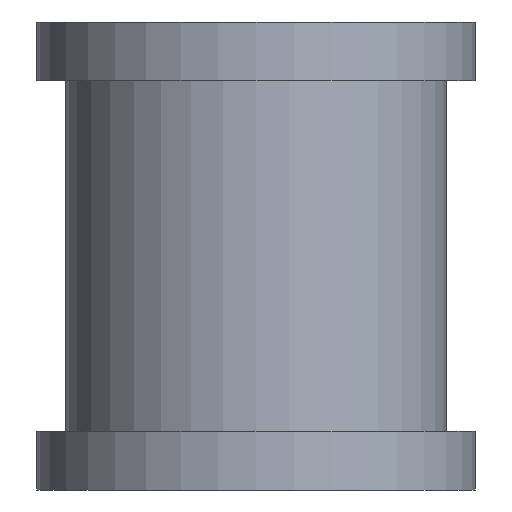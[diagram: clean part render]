
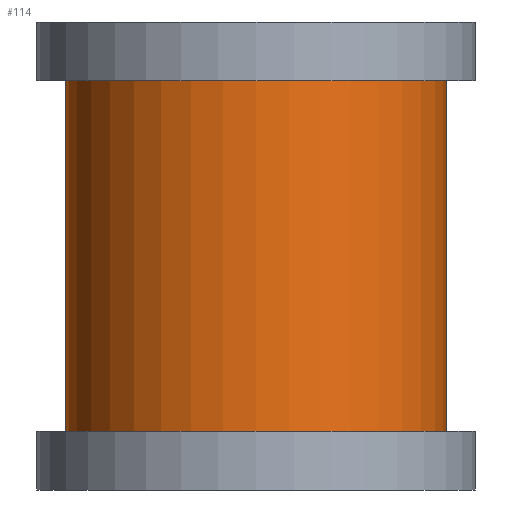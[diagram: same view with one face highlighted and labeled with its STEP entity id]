
A CAD part, front view. The second image highlights one B-rep face of the part: STEP entity #114.
In plain terms, the highlighted cylindrical face has radius 10.312 mm (diameter 20.625 mm), a full revolution.
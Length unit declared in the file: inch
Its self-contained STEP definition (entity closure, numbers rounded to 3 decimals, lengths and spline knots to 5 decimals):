
#18=LINE('',#219,#22);
#22=VECTOR('',#190,0.406);
#26=CYLINDRICAL_SURFACE('',#152,0.406);
#38=FACE_OUTER_BOUND('',#50,.T.);
#50=EDGE_LOOP('',(#99,#100,#101,#102));
#52=CIRCLE('',#139,0.406);
#56=CIRCLE('',#146,0.406);
#60=VERTEX_POINT('',#195);
#64=VERTEX_POINT('',#207);
#68=EDGE_CURVE('',#60,#60,#52,.T.);
#73=EDGE_CURVE('',#64,#64,#56,.T.);
#78=EDGE_CURVE('',#64,#60,#18,.T.);
#99=ORIENTED_EDGE('',*,*,#73,.F.);
#100=ORIENTED_EDGE('',*,*,#78,.T.);
#101=ORIENTED_EDGE('',*,*,#68,.F.);
#102=ORIENTED_EDGE('',*,*,#78,.F.);
#114=ADVANCED_FACE('',(#38),#26,.T.);
#139=AXIS2_PLACEMENT_3D('',#196,#159,#160);
#146=AXIS2_PLACEMENT_3D('',#208,#174,#175);
#152=AXIS2_PLACEMENT_3D('',#218,#188,#189);
#159=DIRECTION('center_axis',(0.,0.,-1.));
#160=DIRECTION('ref_axis',(1.,0.,0.));
#174=DIRECTION('center_axis',(0.,0.,1.));
#175=DIRECTION('ref_axis',(1.,0.,0.));
#188=DIRECTION('center_axis',(0.,0.,1.));
#189=DIRECTION('ref_axis',(1.,0.,0.));
#190=DIRECTION('',(0.,0.,-1.));
#195=CARTESIAN_POINT('',(-0.297,0.,-0.375));
#196=CARTESIAN_POINT('Origin',(0.109,0.,-0.375));
#207=CARTESIAN_POINT('',(-0.297,0.,0.375));
#208=CARTESIAN_POINT('Origin',(0.109,0.,0.375));
#218=CARTESIAN_POINT('Origin',(0.109,0.,0.));
#219=CARTESIAN_POINT('',(-0.297,0.,0.));
